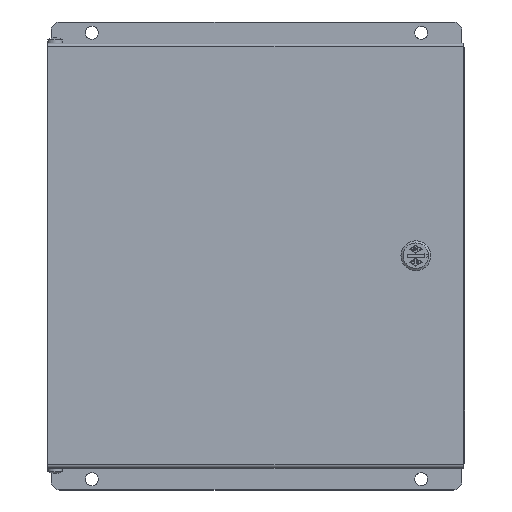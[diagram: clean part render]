
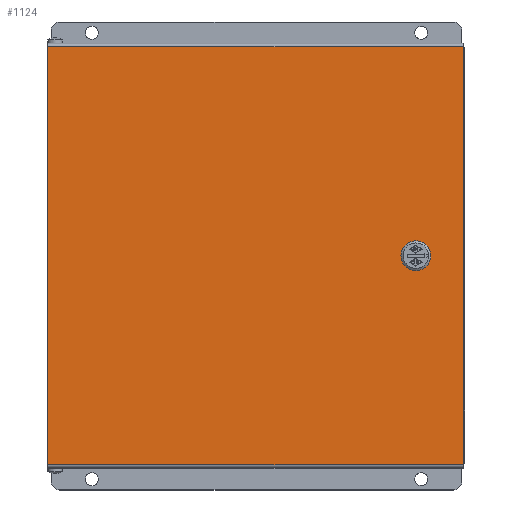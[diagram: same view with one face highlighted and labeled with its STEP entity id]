
A CAD part, top view. The second image highlights one B-rep face of the part: STEP entity #1124.
In plain terms, the highlighted planar face has unit normal (0, 0, 1).
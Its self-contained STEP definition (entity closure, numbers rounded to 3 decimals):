
#1124 = ADVANCED_FACE( '', ( #2411, #2412 ), #2413, .T. );
#2411 = FACE_BOUND( '', #3950, .T. );
#2412 = FACE_OUTER_BOUND( '', #3951, .T. );
#2413 = PLANE( '', #3952 );
#3950 = EDGE_LOOP( '', ( #6846, #6847, #6848, #6849 ) );
#3951 = EDGE_LOOP( '', ( #6850, #6851, #6852, #6853 ) );
#3952 = AXIS2_PLACEMENT_3D( '', #6854, #6855, #6856 );
#6846 = ORIENTED_EDGE( '', *, *, #10297, .F. );
#6847 = ORIENTED_EDGE( '', *, *, #9453, .F. );
#6848 = ORIENTED_EDGE( '', *, *, #10250, .F. );
#6849 = ORIENTED_EDGE( '', *, *, #10298, .F. );
#6850 = ORIENTED_EDGE( '', *, *, #9686, .T. );
#6851 = ORIENTED_EDGE( '', *, *, #9364, .T. );
#6852 = ORIENTED_EDGE( '', *, *, #10299, .T. );
#6853 = ORIENTED_EDGE( '', *, *, #10181, .T. );
#6854 = CARTESIAN_POINT( '', ( -152.4, -155.575, 0. ) );
#6855 = DIRECTION( '', ( 0., 0., 1. ) );
#6856 = DIRECTION( '', ( 1., 0., 0. ) );
#9364 = EDGE_CURVE( '', #11152, #11153, #11154, .T. );
#9453 = EDGE_CURVE( '', #11310, #11312, #11313, .T. );
#9686 = EDGE_CURVE( '', #11720, #11152, #11721, .T. );
#10181 = EDGE_CURVE( '', #12500, #11720, #12501, .T. );
#10250 = EDGE_CURVE( '', #12595, #11310, #12597, .T. );
#10297 = EDGE_CURVE( '', #11312, #12657, #12658, .T. );
#10298 = EDGE_CURVE( '', #12657, #12595, #12659, .T. );
#10299 = EDGE_CURVE( '', #11153, #12500, #12660, .T. );
#11152 = VERTEX_POINT( '', #13763 );
#11153 = VERTEX_POINT( '', #13764 );
#11154 = LINE( '', #13765, #13766 );
#11310 = VERTEX_POINT( '', #14041 );
#11312 = VERTEX_POINT( '', #14044 );
#11313 = LINE( '', #14045, #14046 );
#11720 = VERTEX_POINT( '', #14610 );
#11721 = LINE( '', #14611, #14612 );
#12500 = VERTEX_POINT( '', #15958 );
#12501 = LINE( '', #15959, #15960 );
#12595 = VERTEX_POINT( '', #16098 );
#12597 = CIRCLE( '', #16101, 9.716 );
#12657 = VERTEX_POINT( '', #16206 );
#12658 = CIRCLE( '', #16207, 9.716 );
#12659 = LINE( '', #16208, #16209 );
#12660 = LINE( '', #16210, #16211 );
#13763 = CARTESIAN_POINT( '', ( 152.4, 153.238, 0. ) );
#13764 = CARTESIAN_POINT( '', ( -152.4, 153.238, 0. ) );
#13765 = CARTESIAN_POINT( '', ( 152.4, 153.238, 0. ) );
#13766 = VECTOR( '', #17456, 1000. );
#14041 = CARTESIAN_POINT( '', ( 125.603, -5.322, 0. ) );
#14044 = CARTESIAN_POINT( '', ( 125.603, 5.322, 0. ) );
#14045 = CARTESIAN_POINT( '', ( 125.603, 5.322, 0. ) );
#14046 = VECTOR( '', #17546, 1000. );
#14610 = CARTESIAN_POINT( '', ( 152.4, -153.238, 0. ) );
#14611 = CARTESIAN_POINT( '', ( 152.4, -155.575, 0. ) );
#14612 = VECTOR( '', #17825, 1000. );
#15958 = CARTESIAN_POINT( '', ( -152.4, -153.238, 0. ) );
#15959 = CARTESIAN_POINT( '', ( -152.4, -153.238, 0. ) );
#15960 = VECTOR( '', #18307, 1000. );
#16098 = CARTESIAN_POINT( '', ( 109.347, -5.322, 0. ) );
#16101 = AXIS2_PLACEMENT_3D( '', #18377, #18378, #18379 );
#16206 = CARTESIAN_POINT( '', ( 109.347, 5.322, 0. ) );
#16207 = AXIS2_PLACEMENT_3D( '', #18420, #18421, #18422 );
#16208 = CARTESIAN_POINT( '', ( 109.347, 5.322, 0. ) );
#16209 = VECTOR( '', #18423, 1000. );
#16210 = CARTESIAN_POINT( '', ( -152.4, 155.575, 0. ) );
#16211 = VECTOR( '', #18424, 1000. );
#17456 = DIRECTION( '', ( -1., 0., 0. ) );
#17546 = DIRECTION( '', ( 0., 1., 0. ) );
#17825 = DIRECTION( '', ( 0., 1., 0. ) );
#18307 = DIRECTION( '', ( 1., 0., 0. ) );
#18377 = CARTESIAN_POINT( '', ( 117.475, 0., 0. ) );
#18378 = DIRECTION( '', ( 0., 0., 1. ) );
#18379 = DIRECTION( '', ( 1., 0., 0. ) );
#18420 = CARTESIAN_POINT( '', ( 117.475, 0., 0. ) );
#18421 = DIRECTION( '', ( 0., 0., 1. ) );
#18422 = DIRECTION( '', ( 1., 0., 0. ) );
#18423 = DIRECTION( '', ( 0., -1., 0. ) );
#18424 = DIRECTION( '', ( 0., -1., 0. ) );
